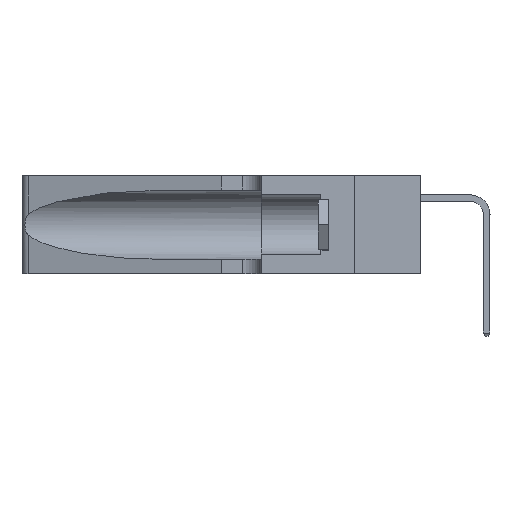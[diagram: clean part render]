
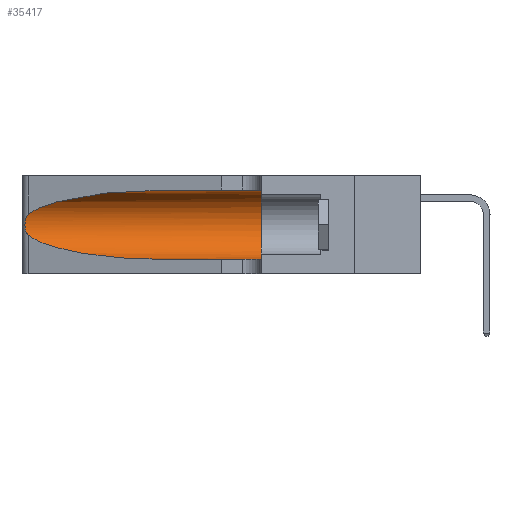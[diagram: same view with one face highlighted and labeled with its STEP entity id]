
A CAD part, left-side view. The second image highlights one B-rep face of the part: STEP entity #35417.
In plain terms, the highlighted cylindrical face has radius 3.308 mm (diameter 6.617 mm), a partial arc.
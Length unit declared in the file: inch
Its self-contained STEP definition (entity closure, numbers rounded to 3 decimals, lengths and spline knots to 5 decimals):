
#93 = CARTESIAN_POINT ( 'NONE',  ( 0.18966, 0.96281, 0.31525 ) ) ;
#284 = VECTOR ( 'NONE', #22548, 39.37008 ) ;
#802 = VERTEX_POINT ( 'NONE', #39070 ) ;
#1265 = AXIS2_PLACEMENT_3D ( 'NONE', #20437, #2179, #23507 ) ;
#1563 = CARTESIAN_POINT ( 'NONE',  ( 0.25555, 1.22994, 0.2215 ) ) ;
#1695 = CARTESIAN_POINT ( 'NONE',  ( 0.25487, 1.22718, 0.14631 ) ) ;
#2179 = DIRECTION ( 'NONE',  ( 0., 1., 0. ) ) ;
#2192 = EDGE_CURVE ( 'NONE', #31277, #24168, #38230, .T. ) ;
#2768 = ORIENTED_EDGE ( 'NONE', *, *, #38520, .T. ) ;
#4095 = CARTESIAN_POINT ( 'NONE',  ( 0.25487, 1.22718, 0.14631 ) ) ;
#4643 = CARTESIAN_POINT ( 'NONE',  ( 0.25639, 1.23184, 0.21858 ) ) ;
#4908 = ORIENTED_EDGE ( 'NONE', *, *, #35396, .T. ) ;
#5030 = CARTESIAN_POINT ( 'NONE',  ( 0.1305, 0.72297, 0.05475 ) ) ;
#6114 = CARTESIAN_POINT ( 'NONE',  ( 0.1305, 0.72297, 0.31525 ) ) ;
#6834 = EDGE_CURVE ( 'NONE', #24168, #802, #27906, .T. ) ;
#6874 = VECTOR ( 'NONE', #36858, 39.37008 ) ;
#7274 = CARTESIAN_POINT ( 'NONE',  ( 0.1305, 1.61858, 0.05475 ) ) ;
#7459 =( BOUNDED_CURVE ( )  B_SPLINE_CURVE ( 3, ( #30190, #24104, #18116, #39347 ),
 .UNSPECIFIED., .F., .T. ) 
 B_SPLINE_CURVE_WITH_KNOTS ( ( 4, 4 ),
 ( 3.44316, 4.71239 ),
 .UNSPECIFIED. ) 
 CURVE ( )  GEOMETRIC_REPRESENTATION_ITEM ( )  RATIONAL_B_SPLINE_CURVE ( ( 1., 0.87, 0.87, 1. ) ) 
 REPRESENTATION_ITEM ( '' )  );
#7475 = ORIENTED_EDGE ( 'NONE', *, *, #25526, .T. ) ;
#7741 = CARTESIAN_POINT ( 'NONE',  ( 0.25854, 1.2359, 0.20912 ) ) ;
#8958 =( BOUNDED_CURVE ( )  B_SPLINE_CURVE ( 3, ( #6114, #93, #9340, #30556 ),
 .UNSPECIFIED., .F., .F. ) 
 B_SPLINE_CURVE_WITH_KNOTS ( ( 4, 4 ),
 ( 1.5708, 2.84003 ),
 .UNSPECIFIED. ) 
 CURVE ( )  GEOMETRIC_REPRESENTATION_ITEM ( )  RATIONAL_B_SPLINE_CURVE ( ( 1., 0.87, 0.87, 1. ) ) 
 REPRESENTATION_ITEM ( '' )  );
#9340 = CARTESIAN_POINT ( 'NONE',  ( 0.2373, 1.15595, 0.28018 ) ) ;
#9537 = FACE_OUTER_BOUND ( 'NONE', #26544, .T. ) ;
#10793 = CARTESIAN_POINT ( 'NONE',  ( 0.26075, 1.23896, 0.19203 ) ) ;
#10825 = CARTESIAN_POINT ( 'NONE',  ( 0.25487, 1.22718, 0.22369 ) ) ;
#11095 = CARTESIAN_POINT ( 'NONE',  ( 0.1305, 0.72297, 0.31525 ) ) ;
#12288 = CARTESIAN_POINT ( 'NONE',  ( 0.1305, 1.61858, 0.185 ) ) ;
#12611 = EDGE_CURVE ( 'NONE', #38195, #14614, #24049, .T. ) ;
#13830 = CARTESIAN_POINT ( 'NONE',  ( 0.26017, 1.23833, 0.17102 ) ) ;
#14614 = VERTEX_POINT ( 'NONE', #4095 ) ;
#16517 = LINE ( 'NONE', #7274, #284 ) ;
#16879 = CARTESIAN_POINT ( 'NONE',  ( 0.25789, 1.23486, 0.15765 ) ) ;
#18116 = CARTESIAN_POINT ( 'NONE',  ( 0.18966, 0.96281, 0.05475 ) ) ;
#19931 = CARTESIAN_POINT ( 'NONE',  ( 0.25555, 1.22993, 0.14849 ) ) ;
#20437 = CARTESIAN_POINT ( 'NONE',  ( 0.1305, 0.35, 0.185 ) ) ;
#21441 = ORIENTED_EDGE ( 'NONE', *, *, #2192, .F. ) ;
#22478 = AXIS2_PLACEMENT_3D ( 'NONE', #12288, #30316, #33507 ) ;
#22548 = DIRECTION ( 'NONE',  ( 0., -1., 0. ) ) ;
#22859 = CARTESIAN_POINT ( 'NONE',  ( 0.25487, 1.22718, 0.22369 ) ) ;
#23507 = DIRECTION ( 'NONE',  ( 0., 0., 1. ) ) ;
#24049 = B_SPLINE_CURVE_WITH_KNOTS ( 'NONE', 3,
 ( #22859, #1563, #4643, #25924, #7741, #28958, #10793, #32017, #13830, #35078, #16879, #38125, #19931, #1695 ),
 .UNSPECIFIED., .F., .F.,
 ( 4, 2, 2, 2, 2, 2, 4 ),
 ( 0., 0.00027, 0.00053, 0.00107, 0.0016, 0.00187, 0.00214 ),
 .UNSPECIFIED. ) ;
#24104 = CARTESIAN_POINT ( 'NONE',  ( 0.2373, 1.15595, 0.08982 ) ) ;
#24168 = VERTEX_POINT ( 'NONE', #31078 ) ;
#24923 = CARTESIAN_POINT ( 'NONE',  ( 0.1305, 1.61858, 0.31525 ) ) ;
#25526 = EDGE_CURVE ( 'NONE', #36944, #802, #16517, .T. ) ;
#25924 = CARTESIAN_POINT ( 'NONE',  ( 0.25787, 1.23484, 0.2124 ) ) ;
#26544 = EDGE_LOOP ( 'NONE', ( #2768, #33051, #4908, #7475, #39032, #21441 ) ) ;
#27906 = CIRCLE ( 'NONE', #1265, 0.13025 ) ;
#28958 = CARTESIAN_POINT ( 'NONE',  ( 0.26018, 1.23835, 0.19895 ) ) ;
#30190 = CARTESIAN_POINT ( 'NONE',  ( 0.25487, 1.22718, 0.14631 ) ) ;
#30316 = DIRECTION ( 'NONE',  ( 0., -1., 0. ) ) ;
#30556 = CARTESIAN_POINT ( 'NONE',  ( 0.25487, 1.22718, 0.22369 ) ) ;
#31078 = CARTESIAN_POINT ( 'NONE',  ( 0.1305, 0.35, 0.31525 ) ) ;
#31277 = VERTEX_POINT ( 'NONE', #11095 ) ;
#32017 = CARTESIAN_POINT ( 'NONE',  ( 0.26075, 1.23896, 0.178 ) ) ;
#32786 = CYLINDRICAL_SURFACE ( 'NONE', #22478, 0.13025 ) ;
#33051 = ORIENTED_EDGE ( 'NONE', *, *, #12611, .T. ) ;
#33507 = DIRECTION ( 'NONE',  ( 0., 0., -1. ) ) ;
#35078 = CARTESIAN_POINT ( 'NONE',  ( 0.25856, 1.23593, 0.16098 ) ) ;
#35396 = EDGE_CURVE ( 'NONE', #14614, #36944, #7459, .T. ) ;
#35417 = ADVANCED_FACE ( 'NONE', ( #9537 ), #32786, .F. ) ;
#36858 = DIRECTION ( 'NONE',  ( 0., -1., 0. ) ) ;
#36944 = VERTEX_POINT ( 'NONE', #5030 ) ;
#38125 = CARTESIAN_POINT ( 'NONE',  ( 0.25639, 1.23186, 0.15144 ) ) ;
#38195 = VERTEX_POINT ( 'NONE', #10825 ) ;
#38230 = LINE ( 'NONE', #24923, #6874 ) ;
#38520 = EDGE_CURVE ( 'NONE', #31277, #38195, #8958, .T. ) ;
#39032 = ORIENTED_EDGE ( 'NONE', *, *, #6834, .F. ) ;
#39070 = CARTESIAN_POINT ( 'NONE',  ( 0.1305, 0.35, 0.05475 ) ) ;
#39347 = CARTESIAN_POINT ( 'NONE',  ( 0.1305, 0.72297, 0.05475 ) ) ;
